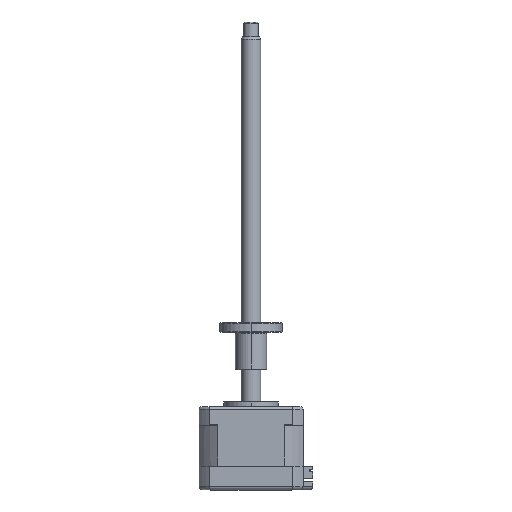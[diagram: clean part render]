
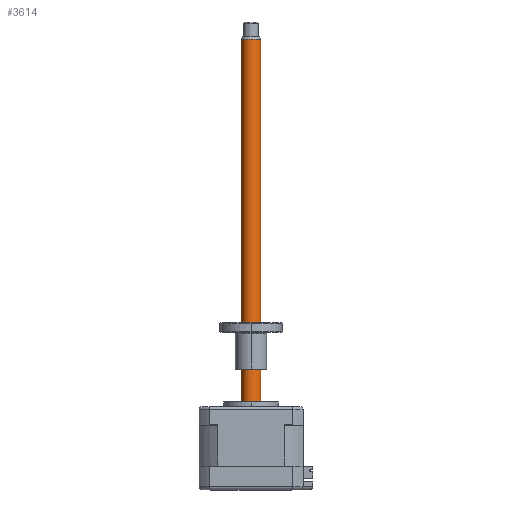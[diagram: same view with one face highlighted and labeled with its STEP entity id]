
A CAD part, top view. The second image highlights one B-rep face of the part: STEP entity #3614.
In plain terms, the highlighted cylindrical face has radius 4 mm (diameter 8 mm), a partial arc.
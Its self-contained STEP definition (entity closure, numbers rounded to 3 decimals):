
#55 = VECTOR ( 'NONE', #8577, 1000. ) ;
#98 = EDGE_CURVE ( 'NONE', #5731, #6664, #11045, .T. ) ;
#377 = VERTEX_POINT ( 'NONE', #1605 ) ;
#752 = DIRECTION ( 'NONE',  ( -1., 0., 0. ) ) ;
#766 = EDGE_CURVE ( 'NONE', #6664, #377, #10754, .T. ) ;
#811 = DIRECTION ( 'NONE',  ( 0., -1., 0. ) ) ;
#1506 = AXIS2_PLACEMENT_3D ( 'NONE', #7812, #2451, #8697 ) ;
#1605 = CARTESIAN_POINT ( 'NONE',  ( -21.581, -2.908, 33.35 ) ) ;
#1679 = ORIENTED_EDGE ( 'NONE', *, *, #3190, .F. ) ;
#1927 = VECTOR ( 'NONE', #811, 1000. ) ;
#2451 = DIRECTION ( 'NONE',  ( 0., -1., 0. ) ) ;
#3190 = EDGE_CURVE ( 'NONE', #7686, #377, #8767, .T. ) ;
#3323 = EDGE_CURVE ( 'NONE', #5731, #7686, #7062, .T. ) ;
#3614 = ADVANCED_FACE ( 'NONE', ( #6622 ), #6336, .T. ) ;
#3719 = ORIENTED_EDGE ( 'NONE', *, *, #98, .T. ) ;
#4348 = ORIENTED_EDGE ( 'NONE', *, *, #766, .T. ) ;
#4480 = AXIS2_PLACEMENT_3D ( 'NONE', #4856, #11018, #5742 ) ;
#4856 = CARTESIAN_POINT ( 'NONE',  ( -17.581, -2.908, 33.35 ) ) ;
#4937 = CARTESIAN_POINT ( 'NONE',  ( -21.581, 146.092, 33.35 ) ) ;
#5731 = VERTEX_POINT ( 'NONE', #10273 ) ;
#5742 = DIRECTION ( 'NONE',  ( -1., 0., 0. ) ) ;
#6052 = CARTESIAN_POINT ( 'NONE',  ( -21.581, 147.092, 33.35 ) ) ;
#6336 = CYLINDRICAL_SURFACE ( 'NONE', #7458, 4. ) ;
#6448 = EDGE_LOOP ( 'NONE', ( #7534, #3719, #4348, #1679 ) ) ;
#6622 = FACE_OUTER_BOUND ( 'NONE', #6448, .T. ) ;
#6664 = VERTEX_POINT ( 'NONE', #4937 ) ;
#7062 = LINE ( 'NONE', #11170, #55 ) ;
#7458 = AXIS2_PLACEMENT_3D ( 'NONE', #8749, #10467, #752 ) ;
#7534 = ORIENTED_EDGE ( 'NONE', *, *, #3323, .F. ) ;
#7686 = VERTEX_POINT ( 'NONE', #9394 ) ;
#7812 = CARTESIAN_POINT ( 'NONE',  ( -17.581, 146.092, 33.35 ) ) ;
#8577 = DIRECTION ( 'NONE',  ( 0., -1., 0. ) ) ;
#8697 = DIRECTION ( 'NONE',  ( 1., 0., 0. ) ) ;
#8749 = CARTESIAN_POINT ( 'NONE',  ( -17.581, 147.092, 33.35 ) ) ;
#8767 = CIRCLE ( 'NONE', #4480, 4. ) ;
#9394 = CARTESIAN_POINT ( 'NONE',  ( -13.581, -2.908, 33.35 ) ) ;
#10273 = CARTESIAN_POINT ( 'NONE',  ( -13.581, 146.092, 33.35 ) ) ;
#10467 = DIRECTION ( 'NONE',  ( 0., -1., 0. ) ) ;
#10754 = LINE ( 'NONE', #6052, #1927 ) ;
#11018 = DIRECTION ( 'NONE',  ( 0., -1., 0. ) ) ;
#11045 = CIRCLE ( 'NONE', #1506, 4. ) ;
#11170 = CARTESIAN_POINT ( 'NONE',  ( -13.581, 147.092, 33.35 ) ) ;
